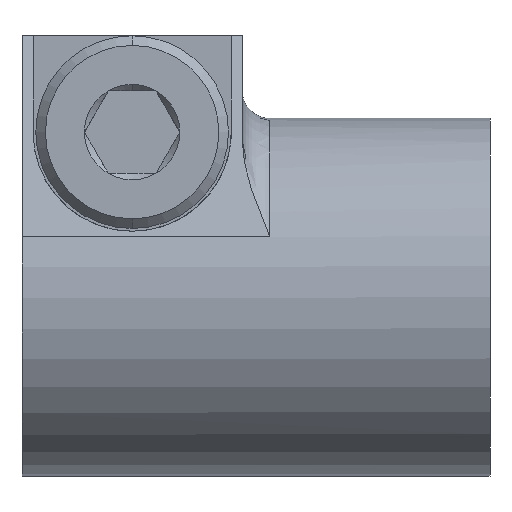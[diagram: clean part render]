
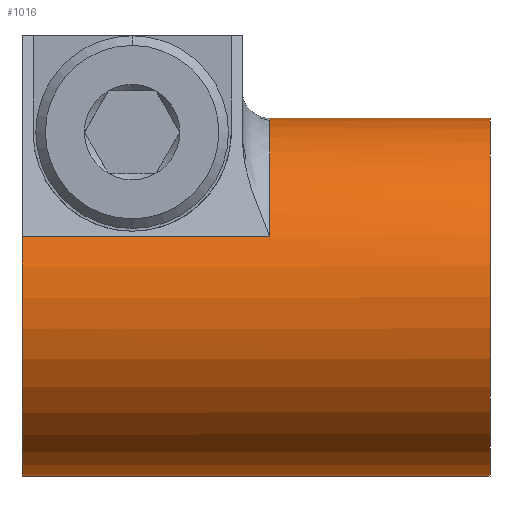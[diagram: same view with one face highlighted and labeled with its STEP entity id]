
A CAD part, left-side view. The second image highlights one B-rep face of the part: STEP entity #1016.
In plain terms, the highlighted cylindrical face has radius 6.5 mm (diameter 13 mm), a partial arc.
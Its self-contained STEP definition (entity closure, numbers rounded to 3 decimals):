
#51 = DIRECTION ( 'NONE',  ( 0., 1., 0. ) ) ;
#720 = CARTESIAN_POINT ( 'NONE',  ( 0., 17., -6.5 ) ) ;
#724 = EDGE_CURVE ( 'NONE', #1250, #11792, #9092, .T. ) ;
#742 = EDGE_CURVE ( 'NONE', #1004, #11792, #11262, .T. ) ;
#768 = AXIS2_PLACEMENT_3D ( 'NONE', #4086, #3121, #6603 ) ;
#933 = CARTESIAN_POINT ( 'NONE',  ( 0., 0., 0. ) ) ;
#1004 = VERTEX_POINT ( 'NONE', #7081 ) ;
#1016 = ADVANCED_FACE ( 'NONE', ( #8167 ), #9937, .T. ) ;
#1250 = VERTEX_POINT ( 'NONE', #1768 ) ;
#1259 = CARTESIAN_POINT ( 'NONE',  ( 0., 17., 6.5 ) ) ;
#1293 = ORIENTED_EDGE ( 'NONE', *, *, #742, .F. ) ;
#1768 = CARTESIAN_POINT ( 'NONE',  ( -6.119, 8., 2.193 ) ) ;
#1860 = VECTOR ( 'NONE', #3189, 1000. ) ;
#2269 = CARTESIAN_POINT ( 'NONE',  ( 0., 8., -6.5 ) ) ;
#2511 = ORIENTED_EDGE ( 'NONE', *, *, #10805, .F. ) ;
#2756 = ORIENTED_EDGE ( 'NONE', *, *, #9872, .T. ) ;
#2838 = ORIENTED_EDGE ( 'NONE', *, *, #10843, .T. ) ;
#3049 = CARTESIAN_POINT ( 'NONE',  ( 0., 17., 0. ) ) ;
#3121 = DIRECTION ( 'NONE',  ( 0., -1., 0. ) ) ;
#3189 = DIRECTION ( 'NONE',  ( 0., 1., 0. ) ) ;
#3441 = EDGE_CURVE ( 'NONE', #1004, #12653, #12968, .T. ) ;
#3779 = VECTOR ( 'NONE', #5213, 1000. ) ;
#3797 = DIRECTION ( 'NONE',  ( 0., 1., 0. ) ) ;
#3876 = CIRCLE ( 'NONE', #13004, 6.5 ) ;
#3883 = CARTESIAN_POINT ( 'NONE',  ( 0., 0., -6.5 ) ) ;
#4086 = CARTESIAN_POINT ( 'NONE',  ( 0., 17., 0. ) ) ;
#4194 = ORIENTED_EDGE ( 'NONE', *, *, #6464, .T. ) ;
#4259 = CARTESIAN_POINT ( 'NONE',  ( 0., 8., 6.5 ) ) ;
#4452 = ORIENTED_EDGE ( 'NONE', *, *, #7619, .F. ) ;
#4866 = LINE ( 'NONE', #1259, #3779 ) ;
#4909 = VECTOR ( 'NONE', #11974, 1000. ) ;
#5213 = DIRECTION ( 'NONE',  ( 0., -1., 0. ) ) ;
#5815 = DIRECTION ( 'NONE',  ( 0., 1., 0. ) ) ;
#6031 = CARTESIAN_POINT ( 'NONE',  ( 0., 9., -6.5 ) ) ;
#6050 = VERTEX_POINT ( 'NONE', #4259 ) ;
#6259 = DIRECTION ( 'NONE',  ( 0., -1., 0. ) ) ;
#6464 = EDGE_CURVE ( 'NONE', #12474, #11297, #12201, .T. ) ;
#6603 = DIRECTION ( 'NONE',  ( 0., 0., -1. ) ) ;
#6813 = VECTOR ( 'NONE', #5815, 1000. ) ;
#6874 = VERTEX_POINT ( 'NONE', #10929 ) ;
#7043 = AXIS2_PLACEMENT_3D ( 'NONE', #12373, #6259, #12336 ) ;
#7081 = CARTESIAN_POINT ( 'NONE',  ( 0., 17., -6.5 ) ) ;
#7267 = EDGE_LOOP ( 'NONE', ( #2511, #2838, #12174, #1293, #11992, #4452, #4194, #2756 ) ) ;
#7619 = EDGE_CURVE ( 'NONE', #12474, #12653, #11162, .T. ) ;
#8167 = FACE_OUTER_BOUND ( 'NONE', #7267, .T. ) ;
#8861 = DIRECTION ( 'NONE',  ( 0., -1., 0. ) ) ;
#9092 = LINE ( 'NONE', #11884, #6813 ) ;
#9165 = CARTESIAN_POINT ( 'NONE',  ( 0., 17., -6.5 ) ) ;
#9872 = EDGE_CURVE ( 'NONE', #11297, #6874, #3876, .T. ) ;
#9937 = CYLINDRICAL_SURFACE ( 'NONE', #768, 6.5 ) ;
#10805 = EDGE_CURVE ( 'NONE', #6050, #6874, #4866, .T. ) ;
#10843 = EDGE_CURVE ( 'NONE', #6050, #1250, #12628, .T. ) ;
#10929 = CARTESIAN_POINT ( 'NONE',  ( 0., 0., 6.5 ) ) ;
#11105 = DIRECTION ( 'NONE',  ( 0., 0., 1. ) ) ;
#11162 = LINE ( 'NONE', #2269, #1860 ) ;
#11262 = CIRCLE ( 'NONE', #12937, 6.5 ) ;
#11297 = VERTEX_POINT ( 'NONE', #3883 ) ;
#11792 = VERTEX_POINT ( 'NONE', #11828 ) ;
#11828 = CARTESIAN_POINT ( 'NONE',  ( -6.119, 17., 2.193 ) ) ;
#11878 = DIRECTION ( 'NONE',  ( 0., 0., 1. ) ) ;
#11884 = CARTESIAN_POINT ( 'NONE',  ( -6.119, -7.762, 2.193 ) ) ;
#11974 = DIRECTION ( 'NONE',  ( 0., -1., 0. ) ) ;
#11992 = ORIENTED_EDGE ( 'NONE', *, *, #3441, .T. ) ;
#12174 = ORIENTED_EDGE ( 'NONE', *, *, #724, .T. ) ;
#12201 = LINE ( 'NONE', #720, #12518 ) ;
#12336 = DIRECTION ( 'NONE',  ( 0., 0., -1. ) ) ;
#12373 = CARTESIAN_POINT ( 'NONE',  ( 0., 8., 0. ) ) ;
#12474 = VERTEX_POINT ( 'NONE', #12980 ) ;
#12518 = VECTOR ( 'NONE', #8861, 1000. ) ;
#12628 = CIRCLE ( 'NONE', #7043, 6.5 ) ;
#12653 = VERTEX_POINT ( 'NONE', #6031 ) ;
#12937 = AXIS2_PLACEMENT_3D ( 'NONE', #3049, #51, #11105 ) ;
#12968 = LINE ( 'NONE', #9165, #4909 ) ;
#12980 = CARTESIAN_POINT ( 'NONE',  ( 0., 8., -6.5 ) ) ;
#13004 = AXIS2_PLACEMENT_3D ( 'NONE', #933, #3797, #11878 ) ;
